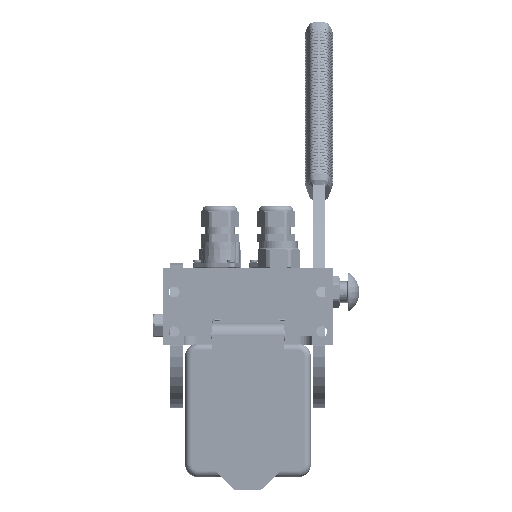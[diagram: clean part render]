
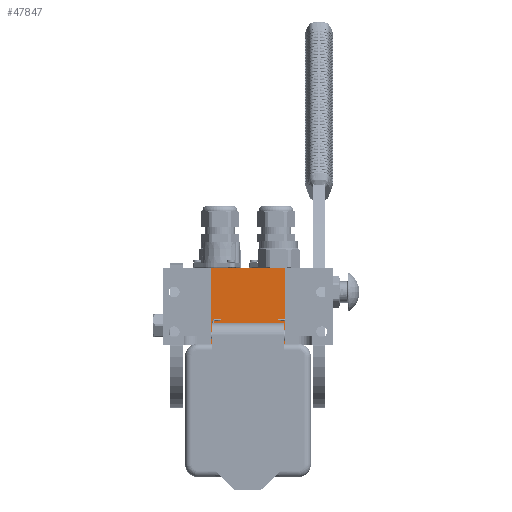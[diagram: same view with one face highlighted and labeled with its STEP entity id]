
A CAD part, left-side view. The second image highlights one B-rep face of the part: STEP entity #47847.
In plain terms, the highlighted face is planar.
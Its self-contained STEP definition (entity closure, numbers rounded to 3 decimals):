
#1015 = EDGE_CURVE ( 'NONE', #1219, #156506, #121719, .T. ) ;
#1219 = VERTEX_POINT ( 'NONE', #128166 ) ;
#3590 = CARTESIAN_POINT ( 'NONE',  ( 29., 60.2, -107.5 ) ) ;
#13652 = EDGE_CURVE ( 'NONE', #40527, #95846, #156528, .T. ) ;
#18509 = CARTESIAN_POINT ( 'NONE',  ( 29., 0., -107.5 ) ) ;
#21686 = FACE_OUTER_BOUND ( 'NONE', #121019, .T. ) ;
#22910 = CARTESIAN_POINT ( 'NONE',  ( 29., 60.2, -107.5 ) ) ;
#40527 = VERTEX_POINT ( 'NONE', #3590 ) ;
#44642 = CARTESIAN_POINT ( 'NONE',  ( -29., 60.2, -107.5 ) ) ;
#47847 = ADVANCED_FACE ( 'NONE', ( #21686 ), #160993, .T. ) ;
#50597 = VECTOR ( 'NONE', #177934, 1000. ) ;
#55413 = DIRECTION ( 'NONE',  ( 0., 1., 0. ) ) ;
#73024 = ORIENTED_EDGE ( 'NONE', *, *, #1015, .T. ) ;
#83373 = CARTESIAN_POINT ( 'NONE',  ( 29., 0., -107.5 ) ) ;
#95846 = VERTEX_POINT ( 'NONE', #44642 ) ;
#99389 = DIRECTION ( 'NONE',  ( -1., 0., 0. ) ) ;
#103671 = ORIENTED_EDGE ( 'NONE', *, *, #135323, .T. ) ;
#121019 = EDGE_LOOP ( 'NONE', ( #103671, #159785, #139249, #73024 ) ) ;
#121719 = LINE ( 'NONE', #153416, #144260 ) ;
#124051 = VECTOR ( 'NONE', #150944, 1000. ) ;
#128166 = CARTESIAN_POINT ( 'NONE',  ( 29., 0., -107.5 ) ) ;
#135323 = EDGE_CURVE ( 'NONE', #156506, #95846, #202177, .T. ) ;
#139249 = ORIENTED_EDGE ( 'NONE', *, *, #171105, .F. ) ;
#144260 = VECTOR ( 'NONE', #200223, 1000. ) ;
#150944 = DIRECTION ( 'NONE',  ( -1., 0., 0. ) ) ;
#153416 = CARTESIAN_POINT ( 'NONE',  ( 29., 0., -107.5 ) ) ;
#156506 = VERTEX_POINT ( 'NONE', #160879 ) ;
#156528 = LINE ( 'NONE', #22910, #124051 ) ;
#159691 = VECTOR ( 'NONE', #55413, 1000. ) ;
#159785 = ORIENTED_EDGE ( 'NONE', *, *, #13652, .F. ) ;
#160879 = CARTESIAN_POINT ( 'NONE',  ( -29., 0., -107.5 ) ) ;
#160993 = PLANE ( 'NONE',  #192544 ) ;
#165874 = CARTESIAN_POINT ( 'NONE',  ( -29., 0., -107.5 ) ) ;
#171105 = EDGE_CURVE ( 'NONE', #1219, #40527, #195629, .T. ) ;
#177934 = DIRECTION ( 'NONE',  ( 0., 1., 0. ) ) ;
#192544 = AXIS2_PLACEMENT_3D ( 'NONE', #83373, #195186, #99389 ) ;
#195186 = DIRECTION ( 'NONE',  ( 0., 0., -1. ) ) ;
#195629 = LINE ( 'NONE', #18509, #50597 ) ;
#200223 = DIRECTION ( 'NONE',  ( -1., 0., 0. ) ) ;
#202177 = LINE ( 'NONE', #165874, #159691 ) ;
